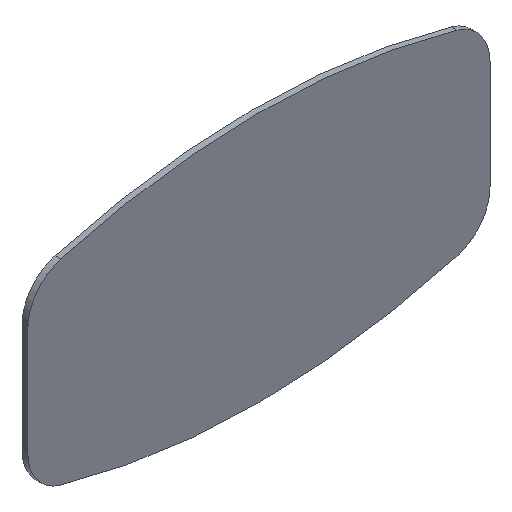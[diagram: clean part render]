
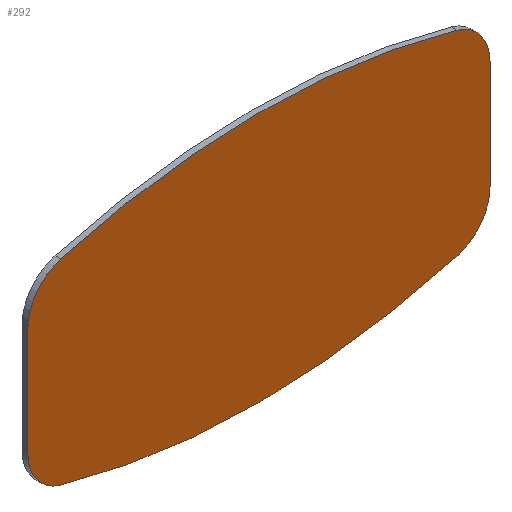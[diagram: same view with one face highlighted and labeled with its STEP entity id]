
A CAD part, isometric view. The second image highlights one B-rep face of the part: STEP entity #292.
In plain terms, the highlighted planar face has unit normal (0, -1, 0).
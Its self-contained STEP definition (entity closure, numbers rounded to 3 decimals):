
#5 = DIRECTION ( 'NONE',  ( 0., 1., 0. ) ) ;
#6 = VERTEX_POINT ( 'NONE', #186 ) ;
#10 = DIRECTION ( 'NONE',  ( 0., 1., 0. ) ) ;
#13 = CIRCLE ( 'NONE', #26, 198.88 ) ;
#18 = EDGE_CURVE ( 'NONE', #286, #271, #217, .T. ) ;
#19 = DIRECTION ( 'NONE',  ( 0., 0., -1. ) ) ;
#21 = CARTESIAN_POINT ( 'NONE',  ( 0., 0., 164.382 ) ) ;
#24 = CIRCLE ( 'NONE', #62, 12.5 ) ;
#25 = EDGE_CURVE ( 'NONE', #199, #46, #359, .T. ) ;
#26 = AXIS2_PLACEMENT_3D ( 'NONE', #69, #5, #195 ) ;
#37 = VECTOR ( 'NONE', #315, 1000. ) ;
#46 = VERTEX_POINT ( 'NONE', #155 ) ;
#47 = FACE_OUTER_BOUND ( 'NONE', #318, .T. ) ;
#48 = CARTESIAN_POINT ( 'NONE',  ( 63.5, 0., -14.885 ) ) ;
#51 = AXIS2_PLACEMENT_3D ( 'NONE', #90, #125, #209 ) ;
#52 = ORIENTED_EDGE ( 'NONE', *, *, #25, .F. ) ;
#53 = ORIENTED_EDGE ( 'NONE', *, *, #91, .F. ) ;
#62 = AXIS2_PLACEMENT_3D ( 'NONE', #72, #104, #224 ) ;
#63 = DIRECTION ( 'NONE',  ( 0., -1., 0. ) ) ;
#65 = CIRCLE ( 'NONE', #196, 12.5 ) ;
#68 = ORIENTED_EDGE ( 'NONE', *, *, #347, .F. ) ;
#69 = CARTESIAN_POINT ( 'NONE',  ( 0., 0., 164.382 ) ) ;
#72 = CARTESIAN_POINT ( 'NONE',  ( -51., 0., -14.885 ) ) ;
#75 = CARTESIAN_POINT ( 'NONE',  ( 0., 0., -164.382 ) ) ;
#84 = CARTESIAN_POINT ( 'NONE',  ( -63.5, 0., -14.885 ) ) ;
#90 = CARTESIAN_POINT ( 'NONE',  ( 51., 0., -14.885 ) ) ;
#91 = EDGE_CURVE ( 'NONE', #6, #182, #278, .T. ) ;
#96 = VERTEX_POINT ( 'NONE', #370 ) ;
#98 = CARTESIAN_POINT ( 'NONE',  ( -51., 0., -14.885 ) ) ;
#104 = DIRECTION ( 'NONE',  ( 0., 1., 0. ) ) ;
#112 = DIRECTION ( 'NONE',  ( 0., 0., 1. ) ) ;
#116 = EDGE_CURVE ( 'NONE', #168, #199, #24, .T. ) ;
#125 = DIRECTION ( 'NONE',  ( 0., 1., 0. ) ) ;
#126 = LINE ( 'NONE', #48, #37 ) ;
#131 = CARTESIAN_POINT ( 'NONE',  ( 63.5, 0., 14.885 ) ) ;
#133 = ORIENTED_EDGE ( 'NONE', *, *, #116, .F. ) ;
#136 = EDGE_CURVE ( 'NONE', #271, #168, #13, .T. ) ;
#151 = CIRCLE ( 'NONE', #51, 12.5 ) ;
#155 = CARTESIAN_POINT ( 'NONE',  ( -63.5, 0., 14.885 ) ) ;
#162 = DIRECTION ( 'NONE',  ( 0., 0., -1. ) ) ;
#163 = CARTESIAN_POINT ( 'NONE',  ( 54.42, 0., -26.908 ) ) ;
#168 = VERTEX_POINT ( 'NONE', #268 ) ;
#171 = ORIENTED_EDGE ( 'NONE', *, *, #249, .F. ) ;
#176 = DIRECTION ( 'NONE',  ( 0., 1., 0. ) ) ;
#178 = ORIENTED_EDGE ( 'NONE', *, *, #235, .F. ) ;
#182 = VERTEX_POINT ( 'NONE', #131 ) ;
#186 = CARTESIAN_POINT ( 'NONE',  ( 54.42, 0., 26.908 ) ) ;
#195 = DIRECTION ( 'NONE',  ( 0., 0., -1. ) ) ;
#196 = AXIS2_PLACEMENT_3D ( 'NONE', #312, #10, #369 ) ;
#198 = ORIENTED_EDGE ( 'NONE', *, *, #18, .F. ) ;
#199 = VERTEX_POINT ( 'NONE', #354 ) ;
#205 = VERTEX_POINT ( 'NONE', #279 ) ;
#209 = DIRECTION ( 'NONE',  ( 0., 0., 1. ) ) ;
#217 = CIRCLE ( 'NONE', #296, 198.88 ) ;
#222 = CARTESIAN_POINT ( 'NONE',  ( 0., 0., -34.498 ) ) ;
#224 = DIRECTION ( 'NONE',  ( 0., 0., -1. ) ) ;
#228 = DIRECTION ( 'NONE',  ( 0., 0., 1. ) ) ;
#230 = CARTESIAN_POINT ( 'NONE',  ( 51., 0., 14.885 ) ) ;
#235 = EDGE_CURVE ( 'NONE', #205, #286, #151, .T. ) ;
#249 = EDGE_CURVE ( 'NONE', #46, #96, #65, .T. ) ;
#266 = DIRECTION ( 'NONE',  ( 0., 1., 0. ) ) ;
#268 = CARTESIAN_POINT ( 'NONE',  ( -54.42, 0., -26.908 ) ) ;
#271 = VERTEX_POINT ( 'NONE', #222 ) ;
#275 = CIRCLE ( 'NONE', #367, 198.88 ) ;
#278 = CIRCLE ( 'NONE', #372, 12.5 ) ;
#279 = CARTESIAN_POINT ( 'NONE',  ( 63.5, 0., -14.885 ) ) ;
#283 = PLANE ( 'NONE',  #314 ) ;
#286 = VERTEX_POINT ( 'NONE', #163 ) ;
#287 = VECTOR ( 'NONE', #228, 1000. ) ;
#289 = DIRECTION ( 'NONE',  ( 0., 1., 0. ) ) ;
#292 = ADVANCED_FACE ( 'NONE', ( #47 ), #283, .T. ) ;
#296 = AXIS2_PLACEMENT_3D ( 'NONE', #21, #176, #349 ) ;
#304 = ORIENTED_EDGE ( 'NONE', *, *, #381, .F. ) ;
#312 = CARTESIAN_POINT ( 'NONE',  ( -51., 0., 14.885 ) ) ;
#314 = AXIS2_PLACEMENT_3D ( 'NONE', #98, #63, #162 ) ;
#315 = DIRECTION ( 'NONE',  ( 0., 0., -1. ) ) ;
#318 = EDGE_LOOP ( 'NONE', ( #133, #319, #198, #178, #68, #53, #304, #171, #52 ) ) ;
#319 = ORIENTED_EDGE ( 'NONE', *, *, #136, .F. ) ;
#347 = EDGE_CURVE ( 'NONE', #182, #205, #126, .T. ) ;
#349 = DIRECTION ( 'NONE',  ( 0., 0., -1. ) ) ;
#354 = CARTESIAN_POINT ( 'NONE',  ( -63.5, 0., -14.885 ) ) ;
#359 = LINE ( 'NONE', #84, #287 ) ;
#367 = AXIS2_PLACEMENT_3D ( 'NONE', #75, #289, #112 ) ;
#369 = DIRECTION ( 'NONE',  ( 0., 0., 1. ) ) ;
#370 = CARTESIAN_POINT ( 'NONE',  ( -54.42, 0., 26.908 ) ) ;
#372 = AXIS2_PLACEMENT_3D ( 'NONE', #230, #266, #19 ) ;
#381 = EDGE_CURVE ( 'NONE', #96, #6, #275, .T. ) ;
